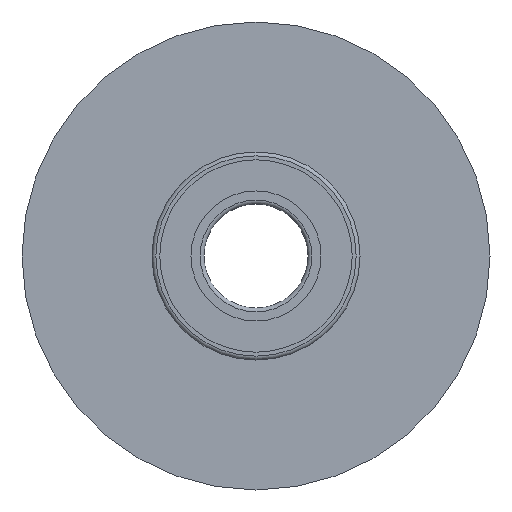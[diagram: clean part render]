
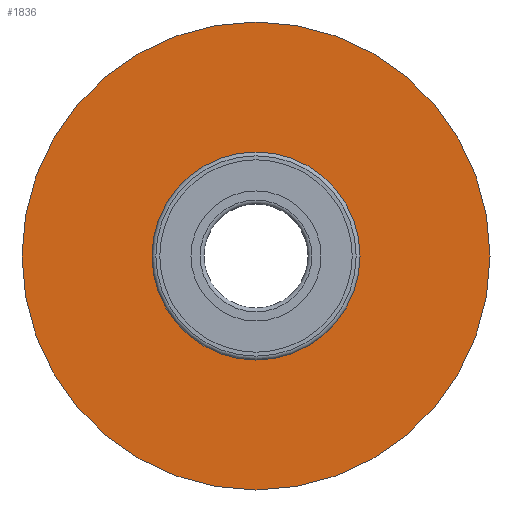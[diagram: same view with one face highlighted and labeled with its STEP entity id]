
A CAD part, left-side view. The second image highlights one B-rep face of the part: STEP entity #1836.
In plain terms, the highlighted planar face has unit normal (-1, 0, 0).
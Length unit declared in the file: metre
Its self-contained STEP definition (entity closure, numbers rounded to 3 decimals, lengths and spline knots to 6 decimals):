
#41=PLANE('',#2228);
#730=ORIENTED_EDGE('',*,*,#989,.T.);
#731=ORIENTED_EDGE('',*,*,#999,.F.);
#989=EDGE_CURVE('',#1175,#1175,#1361,.T.);
#999=EDGE_CURVE('',#1185,#1185,#1371,.T.);
#1175=VERTEX_POINT('',#3425);
#1185=VERTEX_POINT('',#3455);
#1361=CIRCLE('',#2207,0.009);
#1371=CIRCLE('',#2227,0.004);
#1502=EDGE_LOOP('',(#730));
#1503=EDGE_LOOP('',(#731));
#1636=FACE_BOUND('',#1502,.T.);
#1637=FACE_BOUND('',#1503,.T.);
#1836=ADVANCED_FACE('',(#1636,#1637),#41,.F.);
#2207=AXIS2_PLACEMENT_3D('',#3424,#2852,#2853);
#2227=AXIS2_PLACEMENT_3D('',#3454,#2892,#2893);
#2228=AXIS2_PLACEMENT_3D('',#3456,#2894,#2895);
#2852=DIRECTION('',(-1.,0.,0.));
#2853=DIRECTION('',(0.,0.,1.));
#2892=DIRECTION('',(-1.,0.,0.));
#2893=DIRECTION('',(0.,0.,1.));
#2894=DIRECTION('',(1.,0.,0.));
#2895=DIRECTION('',(0.,0.,1.));
#3424=CARTESIAN_POINT('',(-0.0045,0.,0.));
#3425=CARTESIAN_POINT('',(-0.0045,0.,0.009));
#3454=CARTESIAN_POINT('',(-0.0045,0.,0.));
#3455=CARTESIAN_POINT('',(-0.0045,0.,0.004));
#3456=CARTESIAN_POINT('',(-0.0045,0.,0.0065));
